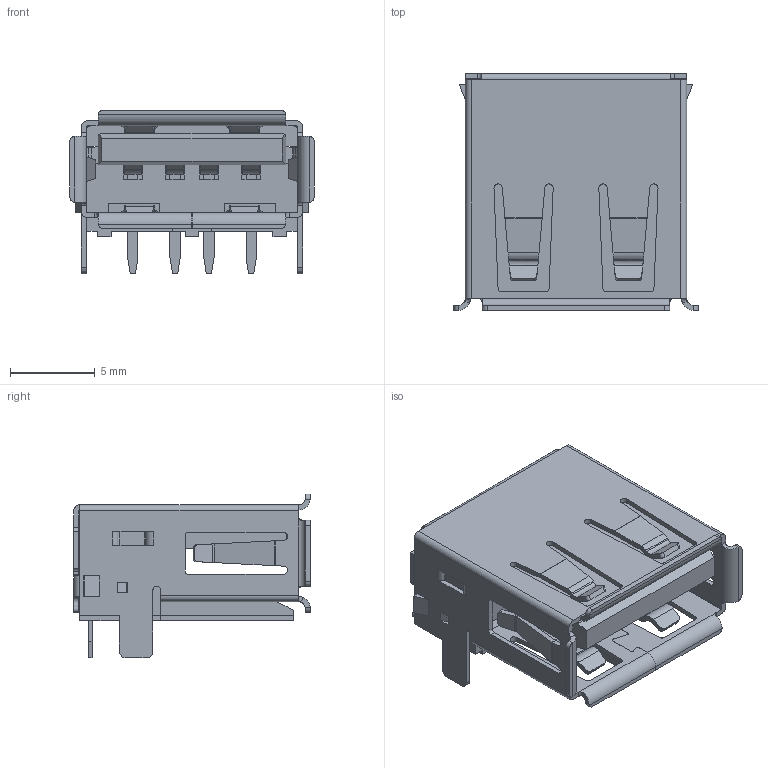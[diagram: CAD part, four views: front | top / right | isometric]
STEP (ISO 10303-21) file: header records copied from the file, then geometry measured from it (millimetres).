
FILE_DESCRIPTION(/* description */ ('Unknown'),/* implementation_level */ '2;1');
FILE_NAME(/* name */ '61410416021R',/* time_stamp */ '2017-09-25T15:57:11+02:00',/* author */ ('Unknown'),/* organization */ ('Unknown'),/* preprocessor_version */ 'ST-DEVELOPER v16.7',/* originating_system */ 'DEX',/* authorisation */ $);
FILE_SCHEMA (('AUTOMOTIVE_DESIGN {1 0 10303 214 3 1 1}'));
Length unit declared in the file: millimetre
Products named in the file (4): 61410416021R; 61410416021R_Shielding; 61410416021R_Housing; 61410416021R_Pin
Assembly tree (6 placements, depth 2):
  61410416021R
    61410416021R_Shielding
    61410416021R_Housing
    61410416021R_Pin  x4
Bounding box: 14.45 x 14 x 9.69 mm (x, y, z)
Volume: 564.6 mm3; surface area: 2119.3 mm2
Topology: 6 solids, 6 shells, 908 faces, 2497 edges, 1596 vertices
Faces by surface type: plane 622, cylinder 236, bspline 46, torus 4
Full cylindrical faces by diameter (mm): 0 x2, 0.6 x2
Entity records: 23426 total; most frequent: CARTESIAN_POINT 4877, ORIENTED_EDGE 3902, DIRECTION 3496, EDGE_CURVE 1951, LINE 1518, VECTOR 1518, VERTEX_POINT 1244, AXIS2_PLACEMENT_3D 989
